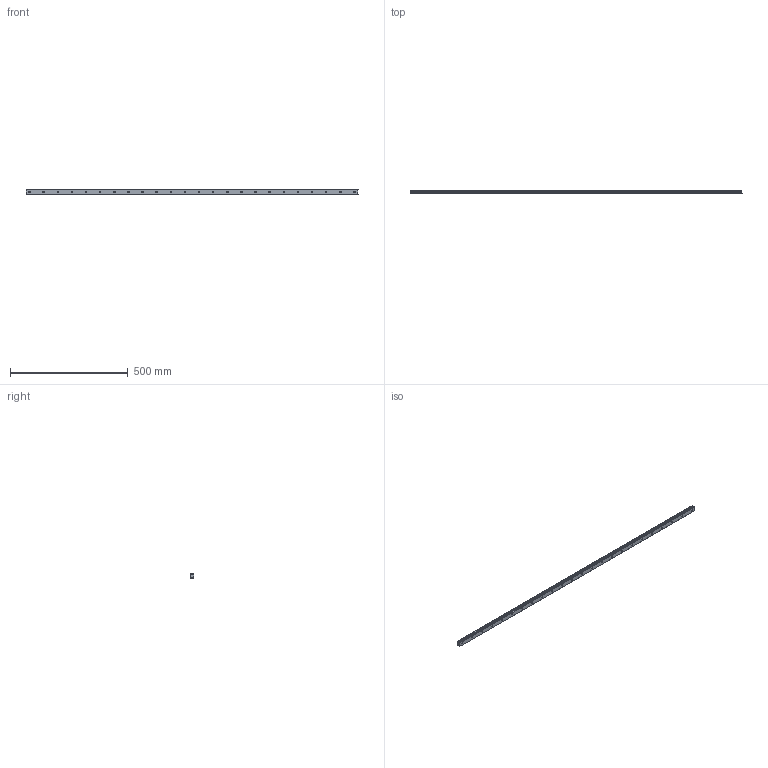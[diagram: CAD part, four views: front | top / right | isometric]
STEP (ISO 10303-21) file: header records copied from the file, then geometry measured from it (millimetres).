
FILE_DESCRIPTION (( 'STEP AP214' ), '1' );
FILE_NAME ('SHS20C1SS-1410L_G15_0_B-M6F_665-5_0_0_0_1.STEP', '2021-06-14T11:29:53', ( '' ), ( '' ), 'SwSTEP 2.0', 'SolidWorks 2021', '' );
FILE_SCHEMA (( 'AUTOMOTIVE_DESIGN' ));
Length unit declared in the file: millimetre
Products named in the file (2): _SHS20C141015 Track; SHS20C1SS-1410L_G15_0_B-M6F_665-5_0_0_0_1
Assembly tree (1 placements, depth 2):
  SHS20C1SS-1410L_G15_0_B-M6F_665-5_0_0_0_1
    _SHS20C141015 Track
Bounding box: 1410 x 16.5 x 20 mm (x, y, z)
Volume: 397338.7 mm3; surface area: 112599.6 mm2
Topology: 1 solids, 1 shells, 156 faces, 390 edges, 260 vertices
Faces by surface type: cylinder 116, plane 40
Entity records: 4948 total; most frequent: DIRECTION 942, CARTESIAN_POINT 810, ORIENTED_EDGE 780, AXIS2_PLACEMENT_3D 392, EDGE_CURVE 390, VERTEX_POINT 260, CIRCLE 232, EDGE_LOOP 228
